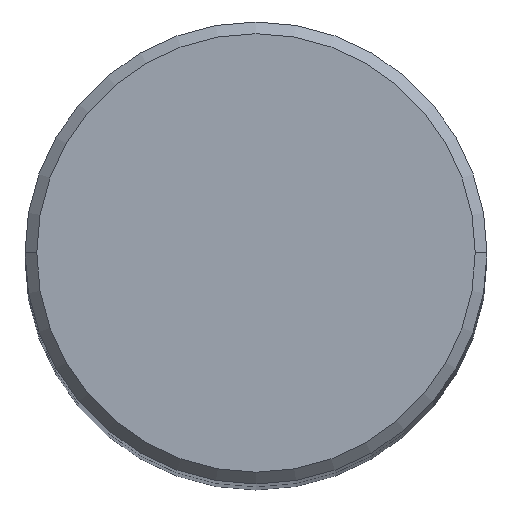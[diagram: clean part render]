
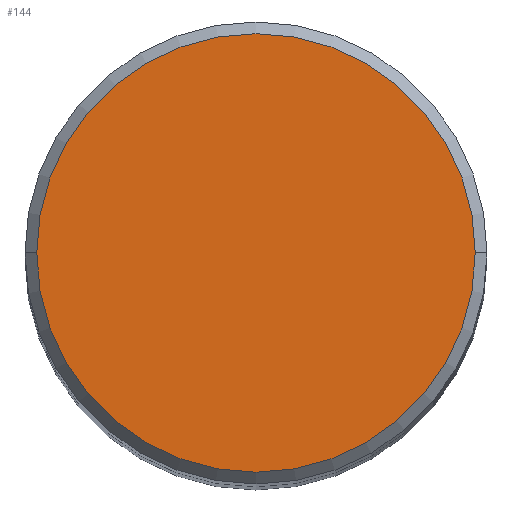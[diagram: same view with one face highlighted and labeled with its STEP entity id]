
A CAD part, top view. The second image highlights one B-rep face of the part: STEP entity #144.
In plain terms, the highlighted planar face has unit normal (0, 0, 1).
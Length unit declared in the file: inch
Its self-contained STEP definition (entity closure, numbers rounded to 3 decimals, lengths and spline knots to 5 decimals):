
#35 = CARTESIAN_POINT ( 'NONE',  ( 0.3737, 0., 0. ) ) ;
#80 = ORIENTED_EDGE ( 'NONE', *, *, #296, .T. ) ;
#86 = CARTESIAN_POINT ( 'NONE',  ( -0.3737, 0., 0. ) ) ;
#95 = EDGE_CURVE ( 'NONE', #322, #160, #257, .T. ) ;
#124 = AXIS2_PLACEMENT_3D ( 'NONE', #319, #137, #243 ) ;
#137 = DIRECTION ( 'NONE',  ( 0., 0., 1. ) ) ;
#144 = ADVANCED_FACE ( 'NONE', ( #358 ), #298, .F. ) ;
#153 = AXIS2_PLACEMENT_3D ( 'NONE', #309, #307, #184 ) ;
#160 = VERTEX_POINT ( 'NONE', #86 ) ;
#184 = DIRECTION ( 'NONE',  ( 1., 0., 0. ) ) ;
#204 = CARTESIAN_POINT ( 'NONE',  ( 0., 0.3737, 0. ) ) ;
#243 = DIRECTION ( 'NONE',  ( 1., 0., 0. ) ) ;
#245 = EDGE_LOOP ( 'NONE', ( #80, #269 ) ) ;
#257 = CIRCLE ( 'NONE', #124, 0.3737 ) ;
#269 = ORIENTED_EDGE ( 'NONE', *, *, #95, .T. ) ;
#271 = DIRECTION ( 'NONE',  ( 0., 0., -1. ) ) ;
#296 = EDGE_CURVE ( 'NONE', #160, #322, #321, .T. ) ;
#298 = PLANE ( 'NONE',  #306 ) ;
#306 = AXIS2_PLACEMENT_3D ( 'NONE', #204, #271, #361 ) ;
#307 = DIRECTION ( 'NONE',  ( 0., 0., 1. ) ) ;
#309 = CARTESIAN_POINT ( 'NONE',  ( 0., 0., 0. ) ) ;
#319 = CARTESIAN_POINT ( 'NONE',  ( 0., 0., 0. ) ) ;
#321 = CIRCLE ( 'NONE', #153, 0.3737 ) ;
#322 = VERTEX_POINT ( 'NONE', #35 ) ;
#358 = FACE_OUTER_BOUND ( 'NONE', #245, .T. ) ;
#361 = DIRECTION ( 'NONE',  ( -1., 0., 0. ) ) ;
